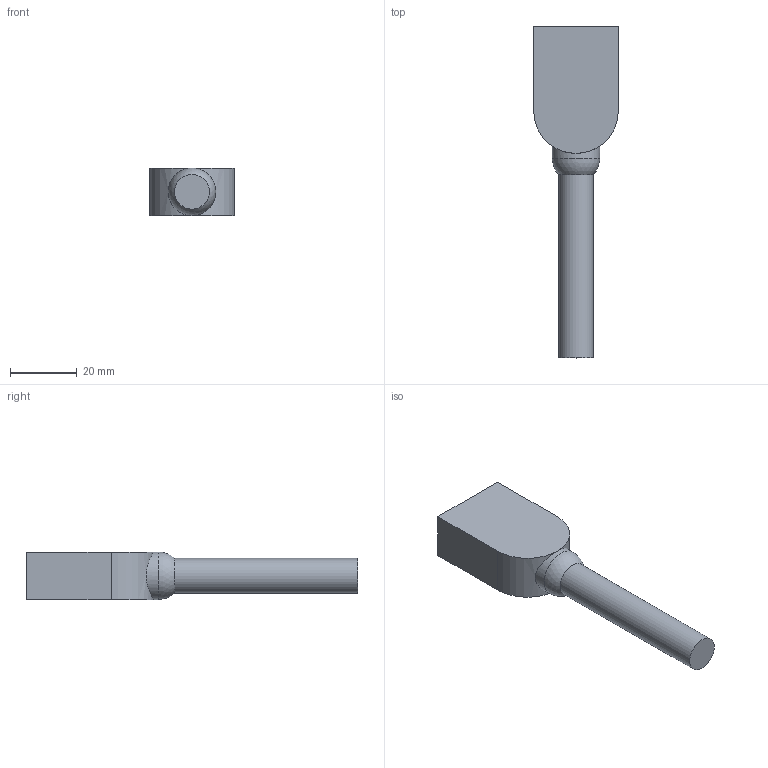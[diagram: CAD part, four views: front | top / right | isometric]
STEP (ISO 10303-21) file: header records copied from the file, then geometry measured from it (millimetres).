
FILE_DESCRIPTION(/* description */ ('STEP AP214'),/* implementation_level */ '2;1');
FILE_NAME(/* name */ 'MCLPIL9F.stp',/* time_stamp */ '2021-01-13T09:36:55+01:00',/* author */ ('sh'),/* organization */ (''),/* preprocessor_version */ 'ST-DEVELOPER v17.2',/* originating_system */ 'Autodesk Inventor 2019',/* authorisation */ '');
FILE_SCHEMA (('AUTOMOTIVE_DESIGN { 1 0 10303 214 3 1 1 }'));
Length unit declared in the file: inch
Products named in the file (1): MCLPIL9F
Bounding box: 25.4 x 99.75 x 14.4 mm (x, y, z)
Volume: 16716.5 mm3; surface area: 7843.7 mm2
Topology: 1 solids, 1 shells, 303 faces, 819 edges, 551 vertices
Faces by surface type: plane 124, bspline 111, cylinder 40, torus 27, sphere 1
Full cylindrical faces by diameter (mm): 3.175 x36, 10.414 x1, 14.275 x1
Entity records: 15723 total; most frequent: CARTESIAN_POINT 8612, ORIENTED_EDGE 1638, DIRECTION 1162, EDGE_CURVE 819, VERTEX_POINT 551, LINE 414, VECTOR 414, AXIS2_PLACEMENT_3D 374
